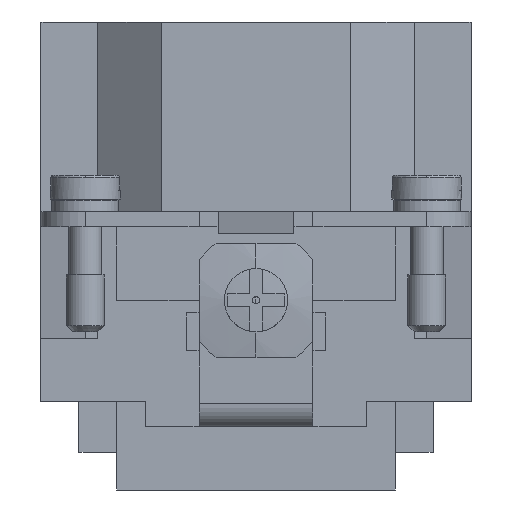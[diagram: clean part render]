
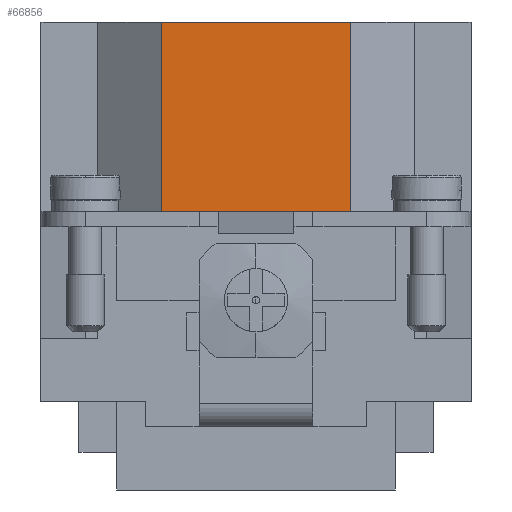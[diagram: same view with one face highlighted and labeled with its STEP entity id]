
A CAD part, left-side view. The second image highlights one B-rep face of the part: STEP entity #66856.
In plain terms, the highlighted planar face has unit normal (-1, 0, 0).
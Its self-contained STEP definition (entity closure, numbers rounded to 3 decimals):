
#50353=CARTESIAN_POINT('',(-55.0,-7.5,0.0));
#50354=VERTEX_POINT('',#50353);
#50361=CARTESIAN_POINT('',(-55.0,-4.5,0.0));
#50362=VERTEX_POINT('',#50361);
#50363=CARTESIAN_POINT('',(-55.0,-7.5,0.0));
#50364=DIRECTION('',(0.0,1.0,0.0));
#50365=VECTOR('',#50364,3.);
#50366=LINE('',#50363,#50365);
#50367=EDGE_CURVE('',#50354,#50362,#50366,.T.);
#50557=CARTESIAN_POINT('',(-55.0,4.5,0.0));
#50558=VERTEX_POINT('',#50557);
#50565=CARTESIAN_POINT('',(-55.0,7.5,0.0));
#50566=VERTEX_POINT('',#50565);
#50567=CARTESIAN_POINT('',(-55.0,4.5,0.0));
#50568=DIRECTION('',(0.0,1.0,0.0));
#50569=VECTOR('',#50568,3.);
#50570=LINE('',#50567,#50569);
#50571=EDGE_CURVE('',#50558,#50566,#50570,.T.);
#50834=CARTESIAN_POINT('',(-55.0,-4.5,0.0));
#50835=DIRECTION('',(0.0,1.0,0.0));
#50836=VECTOR('',#50835,9.0);
#50837=LINE('',#50834,#50836);
#50838=EDGE_CURVE('',#50362,#50558,#50837,.T.);
#64125=CARTESIAN_POINT('',(-55.0,7.5,15.0));
#64126=VERTEX_POINT('',#64125);
#64133=CARTESIAN_POINT('',(-55.0,-7.5,15.0));
#64134=VERTEX_POINT('',#64133);
#64135=CARTESIAN_POINT('',(-55.0,-7.5,15.0));
#64136=DIRECTION('',(0.0,1.0,0.0));
#64137=VECTOR('',#64136,15.0);
#64138=LINE('',#64135,#64137);
#64139=EDGE_CURVE('',#64134,#64126,#64138,.T.);
#66706=CARTESIAN_POINT('',(-55.0,7.5,0.0));
#66707=DIRECTION('',(0.0,0.0,1.0));
#66708=VECTOR('',#66707,15.0);
#66709=LINE('',#66706,#66708);
#66710=EDGE_CURVE('',#50566,#64126,#66709,.T.);
#66832=CARTESIAN_POINT('',(-55.0,-7.5,0.0));
#66833=DIRECTION('',(0.0,0.0,1.0));
#66834=VECTOR('',#66833,15.0);
#66835=LINE('',#66832,#66834);
#66836=EDGE_CURVE('',#50354,#64134,#66835,.T.);
#66843=CARTESIAN_POINT('',(-55.0,-7.5,0.0));
#66844=DIRECTION('',(-1.0,0.0,0.0));
#66845=DIRECTION('',(0.0,0.0,1.0));
#66846=AXIS2_PLACEMENT_3D('',#66843,#66844,#66845);
#66847=PLANE('',#66846);
#66848=ORIENTED_EDGE('',*,*,#64139,.T.);
#66849=ORIENTED_EDGE('',*,*,#66710,.F.);
#66850=ORIENTED_EDGE('',*,*,#50571,.F.);
#66851=ORIENTED_EDGE('',*,*,#50838,.F.);
#66852=ORIENTED_EDGE('',*,*,#50367,.F.);
#66853=ORIENTED_EDGE('',*,*,#66836,.T.);
#66854=EDGE_LOOP('',(#66848,#66849,#66850,#66851,#66852,#66853));
#66855=FACE_OUTER_BOUND('',#66854,.T.);
#66856=ADVANCED_FACE('',(#66855),#66847,.T.);
